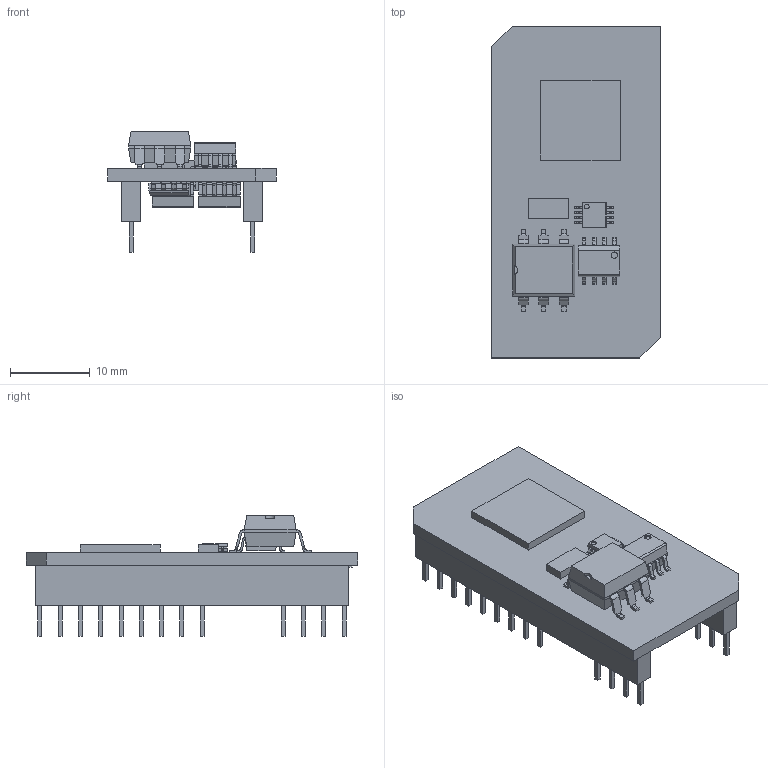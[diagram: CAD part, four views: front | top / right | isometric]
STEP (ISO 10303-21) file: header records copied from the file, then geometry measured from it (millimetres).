
FILE_DESCRIPTION((''),'2;1');
FILE_NAME('HMS_AB6000_Part1.stp','2014-11-27T09:16:29',(''),(''),'Mechanical Desktop 2011','Mechanical Desktop 2011',', , ');
FILE_SCHEMA(('AUTOMOTIVE_DESIGN { 1 2 10303 214 1 1 1 1 }'));
Length unit declared in the file: millimetre
Products named in the file (2): Product; SOIC127P600X330-8N
Bounding box: 21.1 x 41.6 x 15.09 mm (x, y, z)
Volume: 2997.1 mm3; surface area: 4682.2 mm2
Topology: 140 solids, 140 shells, 1747 faces, 4343 edges, 2884 vertices
Faces by surface type: plane 1321, cylinder 426
Entity records: 51530 total; most frequent: CARTESIAN_POINT 8976, DIRECTION 8695, ORIENTED_EDGE 8686, EDGE_CURVE 4343, VECTOR 3489, LINE 3489, VERTEX_POINT 2884, AXIS2_PLACEMENT_3D 2603
